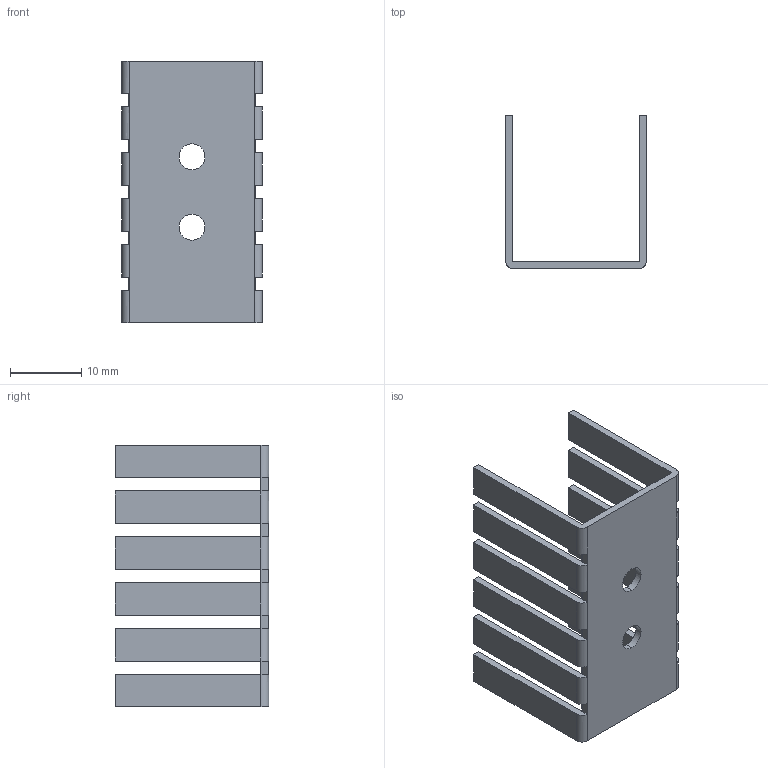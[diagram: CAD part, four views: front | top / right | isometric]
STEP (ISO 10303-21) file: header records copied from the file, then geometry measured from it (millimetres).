
FILE_DESCRIPTION (( 'STEP AP214' ), '1' );
FILE_NAME ('CUI_DEVICES_HSS-B20-NP-12.step', '2019-10-25T17:10:59', ( '' ), ( '' ), 'SwSTEP 2.0', 'SolidWorks 2019', '' );
FILE_SCHEMA (( 'AUTOMOTIVE_DESIGN' ));
Length unit declared in the file: inch
Products named in the file (1): CUI_DEVICES_HSS-B20-NP-12
Bounding box: 19.8 x 21.59 x 36.83 mm (x, y, z)
Volume: 1812.2 mm3; surface area: 4271.4 mm2
Topology: 1 solids, 1 shells, 78 faces, 208 edges, 132 vertices
Faces by surface type: plane 70, cylinder 8
Entity records: 2436 total; most frequent: CARTESIAN_POINT 419, ORIENTED_EDGE 416, DIRECTION 402, EDGE_CURVE 208, VECTOR 172, LINE 172, VERTEX_POINT 132, AXIS2_PLACEMENT_3D 115
